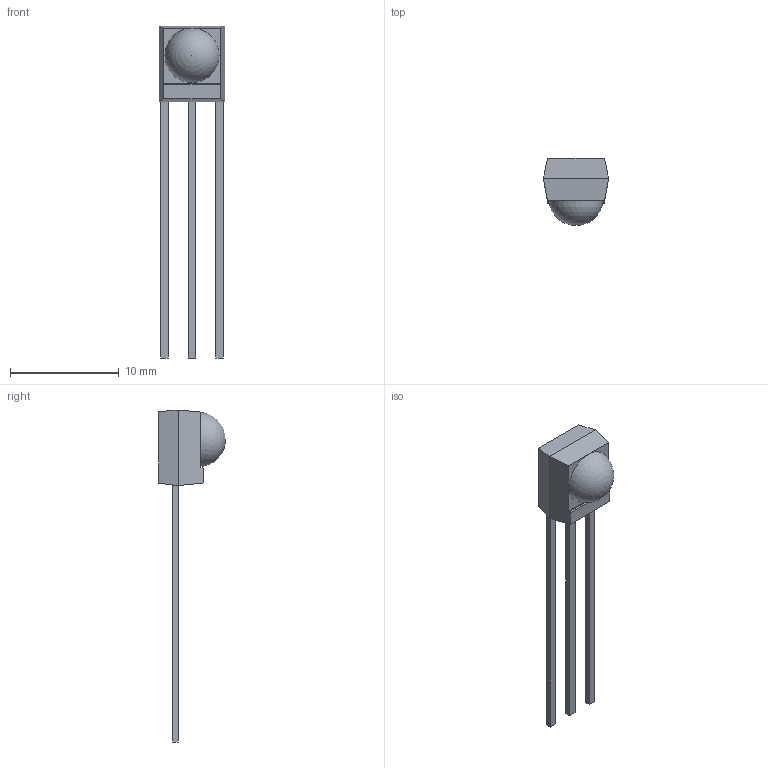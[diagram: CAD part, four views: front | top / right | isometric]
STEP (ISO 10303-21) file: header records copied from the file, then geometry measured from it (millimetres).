
FILE_DESCRIPTION(('FreeCAD Model'),'2;1');
FILE_NAME('Open CASCADE Shape Model','2022-12-28T07:35:04',('BT'),(''), 'Open CASCADE STEP processor 7.6','FreeCAD','Unknown');
FILE_SCHEMA(('AUTOMOTIVE_DESIGN_CC2 { 1 2 10303 214 -1 1 5 4 }'));
Length unit declared in the file: millimetre
Products named in the file (1): Chamfer
Bounding box: 6 x 6.15 x 30.5 mm (x, y, z)
Volume: 202.1 mm3; surface area: 354.2 mm2
Topology: 1 solids, 1 shells, 29 faces, 71 edges, 44 vertices
Faces by surface type: plane 28, sphere 1
Entity records: 1038 total; most frequent: CARTESIAN_POINT 144, ORIENTED_EDGE 140, DIRECTION 132, EDGE_CURVE 70, LINE 68, VECTOR 68, VERTEX_POINT 44, AXIS2_PLACEMENT_3D 32
